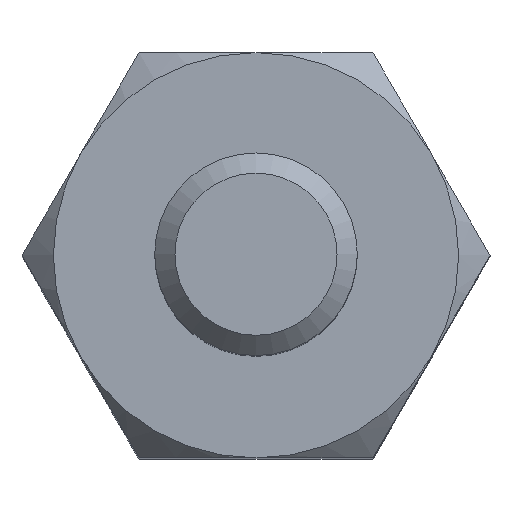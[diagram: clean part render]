
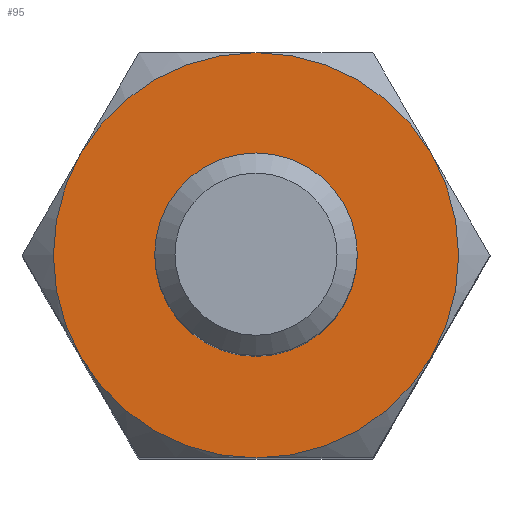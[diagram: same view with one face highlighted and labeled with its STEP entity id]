
A CAD part, top view. The second image highlights one B-rep face of the part: STEP entity #95.
In plain terms, the highlighted planar face has unit normal (0, 0, 1).
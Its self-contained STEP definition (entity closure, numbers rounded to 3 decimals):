
#95 = ADVANCED_FACE( '', ( #202, #203 ), #204, .T. );
#202 = FACE_BOUND( '', #314, .T. );
#203 = FACE_OUTER_BOUND( '', #315, .T. );
#204 = PLANE( '', #316 );
#314 = EDGE_LOOP( '', ( #491 ) );
#315 = EDGE_LOOP( '', ( #492, #493, #494, #495, #496, #497 ) );
#316 = AXIS2_PLACEMENT_3D( '', #498, #499, #500 );
#491 = ORIENTED_EDGE( '', *, *, #638, .T. );
#492 = ORIENTED_EDGE( '', *, *, #633, .F. );
#493 = ORIENTED_EDGE( '', *, *, #646, .F. );
#494 = ORIENTED_EDGE( '', *, *, #643, .F. );
#495 = ORIENTED_EDGE( '', *, *, #627, .T. );
#496 = ORIENTED_EDGE( '', *, *, #607, .F. );
#497 = ORIENTED_EDGE( '', *, *, #636, .F. );
#498 = CARTESIAN_POINT( '', ( 0., 0., 0. ) );
#499 = DIRECTION( '', ( 0., 0., 1. ) );
#500 = DIRECTION( '', ( 1., 0., 0. ) );
#607 = EDGE_CURVE( '', #707, #704, #709, .F. );
#627 = EDGE_CURVE( '', #712, #704, #738, .T. );
#633 = EDGE_CURVE( '', #672, #741, #746, .F. );
#636 = EDGE_CURVE( '', #741, #707, #749, .F. );
#638 = EDGE_CURVE( '', #751, #751, #752, .F. );
#643 = EDGE_CURVE( '', #712, #758, #759, .F. );
#646 = EDGE_CURVE( '', #758, #672, #762, .F. );
#672 = VERTEX_POINT( '', #791 );
#704 = VERTEX_POINT( '', #864 );
#707 = VERTEX_POINT( '', #872 );
#709 = CIRCLE( '', #881, 2. );
#712 = VERTEX_POINT( '', #884 );
#738 = CIRCLE( '', #939, 2. );
#741 = VERTEX_POINT( '', #942 );
#746 = CIRCLE( '', #958, 2. );
#749 = CIRCLE( '', #966, 2. );
#751 = VERTEX_POINT( '', #968 );
#752 = CIRCLE( '', #969, 0.85 );
#758 = VERTEX_POINT( '', #980 );
#759 = CIRCLE( '', #981, 2. );
#762 = CIRCLE( '', #989, 2. );
#791 = CARTESIAN_POINT( '', ( 1.732, -1., 0. ) );
#864 = CARTESIAN_POINT( '', ( -1.732, 1., 0. ) );
#872 = CARTESIAN_POINT( '', ( -1.732, -1., 0. ) );
#881 = AXIS2_PLACEMENT_3D( '', #1070, #1071, #1072 );
#884 = CARTESIAN_POINT( '', ( 0., 2., 0. ) );
#939 = AXIS2_PLACEMENT_3D( '', #1087, #1088, #1089 );
#942 = CARTESIAN_POINT( '', ( 0., -2., 0. ) );
#958 = AXIS2_PLACEMENT_3D( '', #1091, #1092, #1093 );
#966 = AXIS2_PLACEMENT_3D( '', #1094, #1095, #1096 );
#968 = CARTESIAN_POINT( '', ( 0.85, 0., 0. ) );
#969 = AXIS2_PLACEMENT_3D( '', #1097, #1098, #1099 );
#980 = CARTESIAN_POINT( '', ( 1.732, 1., 0. ) );
#981 = AXIS2_PLACEMENT_3D( '', #1103, #1104, #1105 );
#989 = AXIS2_PLACEMENT_3D( '', #1106, #1107, #1108 );
#1070 = CARTESIAN_POINT( '', ( 0., 0., 0. ) );
#1071 = DIRECTION( '', ( 0., 0., 1. ) );
#1072 = DIRECTION( '', ( 1., 0., 0. ) );
#1087 = CARTESIAN_POINT( '', ( 0., 0., 0. ) );
#1088 = DIRECTION( '', ( 0., 0., 1. ) );
#1089 = DIRECTION( '', ( 1., 0., 0. ) );
#1091 = CARTESIAN_POINT( '', ( 0., 0., 0. ) );
#1092 = DIRECTION( '', ( 0., 0., 1. ) );
#1093 = DIRECTION( '', ( 1., 0., 0. ) );
#1094 = CARTESIAN_POINT( '', ( 0., 0., 0. ) );
#1095 = DIRECTION( '', ( 0., 0., 1. ) );
#1096 = DIRECTION( '', ( 1., 0., 0. ) );
#1097 = CARTESIAN_POINT( '', ( 0., 0., 0. ) );
#1098 = DIRECTION( '', ( 0., 0., 1. ) );
#1099 = DIRECTION( '', ( 1., 0., 0. ) );
#1103 = CARTESIAN_POINT( '', ( 0., 0., 0. ) );
#1104 = DIRECTION( '', ( 0., 0., 1. ) );
#1105 = DIRECTION( '', ( 1., 0., 0. ) );
#1106 = CARTESIAN_POINT( '', ( 0., 0., 0. ) );
#1107 = DIRECTION( '', ( 0., 0., 1. ) );
#1108 = DIRECTION( '', ( 1., 0., 0. ) );
